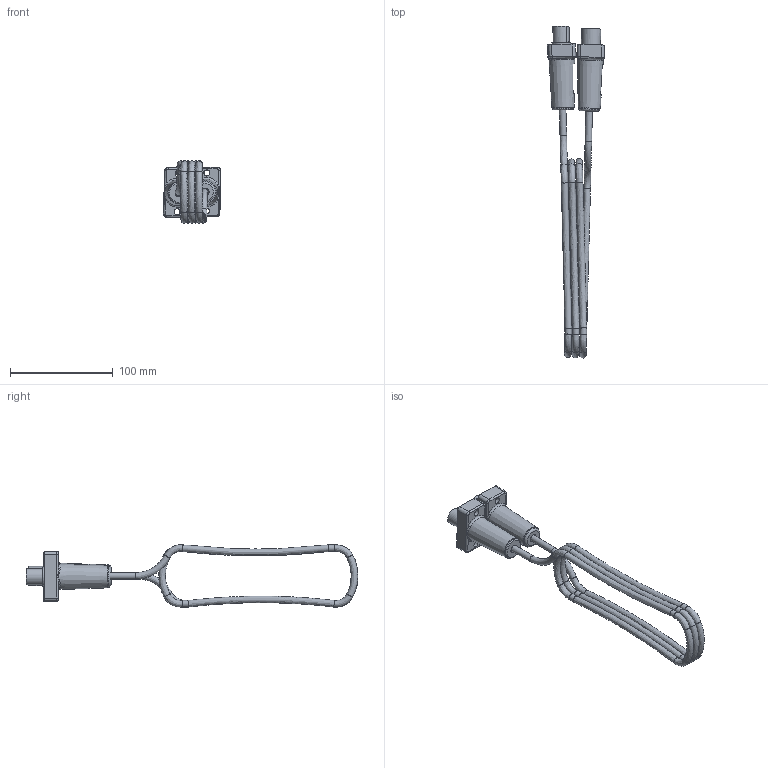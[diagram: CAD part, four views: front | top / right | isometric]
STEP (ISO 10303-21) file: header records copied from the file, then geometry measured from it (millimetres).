
FILE_DESCRIPTION(/* description */ (''),/* implementation_level */ '2;1');
FILE_NAME(/* name */ '12369 Verbindungskabel 3m.stp',/* time_stamp */ '2017-06-30T09:20:50+02:00',/* author */ ('guzb562'),/* organization */ (''),/* preprocessor_version */ 'ST-DEVELOPER v16.1',/* originating_system */ 'Autodesk Inventor 2016',/* authorisation */ '');
FILE_SCHEMA (('AUTOMOTIVE_DESIGN { 1 0 10303 214 3 1 1 }'));
Products named in the file (4): kabelpaket_3; Stecker 1; Stecker 2; 12369 Verbindungskabel 3m
Assembly tree (3 placements, depth 2):
  12369 Verbindungskabel 3m
    kabelpaket_3
    Stecker 1
    Stecker 2
Bounding box: 55.48 x 322.58 x 60.57 mm (x, y, z)
Volume: 123330.5 mm3; surface area: 49250.8 mm2
Topology: 3 solids, 3 shells, 1239 faces, 3733 edges, 2926 vertices
Faces by surface type: plane 878, bspline 258, cylinder 89, torus 12, cone 2
Full cylindrical faces by diameter (mm): 1.3 x5, 1.6 x5, 4.5 x1, 6 x4, 7.683 x1, 7.822 x1, 18.238 x1, 18.525 x1, 19.899 x1, 20.654 x1
Entity records: 54249 total; most frequent: CARTESIAN_POINT 22982, ORIENTED_EDGE 6702, DIRECTION 5509, EDGE_CURVE 3351, LINE 2763, VECTOR 2763, VERTEX_POINT 2237, AXIS2_PLACEMENT_3D 1373
